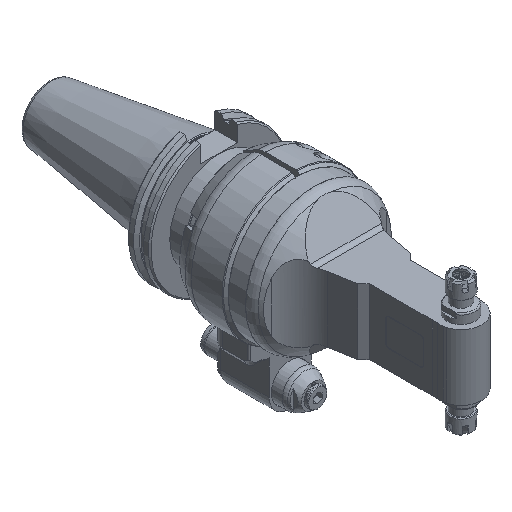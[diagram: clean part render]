
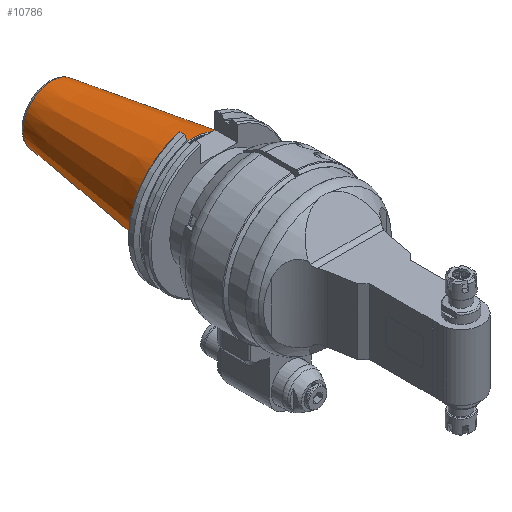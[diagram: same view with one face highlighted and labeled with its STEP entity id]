
A CAD part, isometric view. The second image highlights one B-rep face of the part: STEP entity #10786.
In plain terms, the highlighted conical face has half-angle 8.297 degrees and reference radius 27.673 mm.
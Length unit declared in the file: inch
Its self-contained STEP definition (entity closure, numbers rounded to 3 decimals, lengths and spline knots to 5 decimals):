
#166=CONICAL_SURFACE('',#12068,1.08947,0.145);
#1255=CIRCLE('',#12066,1.375);
#1256=CIRCLE('',#12067,1.375);
#1257=CIRCLE('',#12069,0.80395);
#1258=CIRCLE('',#12070,0.80395);
#1858=FACE_OUTER_BOUND('',#2594,.T.);
#2594=EDGE_LOOP('',(#9580,#9581,#9582,#9583,#9584,#9585));
#3352=LINE('',#21291,#4105);
#4105=VECTOR('',#15162,1.08947);
#5136=VERTEX_POINT('',#21284);
#5137=VERTEX_POINT('',#21285);
#5138=VERTEX_POINT('',#21290);
#5139=VERTEX_POINT('',#21292);
#6644=EDGE_CURVE('',#5136,#5137,#1255,.T.);
#6646=EDGE_CURVE('',#5137,#5136,#1256,.T.);
#6647=EDGE_CURVE('',#5136,#5138,#3352,.T.);
#6648=EDGE_CURVE('',#5139,#5138,#1257,.T.);
#6649=EDGE_CURVE('',#5138,#5139,#1258,.T.);
#9580=ORIENTED_EDGE('',*,*,#6644,.F.);
#9581=ORIENTED_EDGE('',*,*,#6647,.T.);
#9582=ORIENTED_EDGE('',*,*,#6648,.F.);
#9583=ORIENTED_EDGE('',*,*,#6649,.F.);
#9584=ORIENTED_EDGE('',*,*,#6647,.F.);
#9585=ORIENTED_EDGE('',*,*,#6646,.F.);
#10786=ADVANCED_FACE('',(#1858),#166,.T.);
#12066=AXIS2_PLACEMENT_3D('',#21286,#15155,#15156);
#12067=AXIS2_PLACEMENT_3D('',#21288,#15158,#15159);
#12068=AXIS2_PLACEMENT_3D('',#21289,#15160,#15161);
#12069=AXIS2_PLACEMENT_3D('',#21293,#15163,#15164);
#12070=AXIS2_PLACEMENT_3D('',#21294,#15165,#15166);
#15155=DIRECTION('center_axis',(0.,-1.,0.));
#15156=DIRECTION('ref_axis',(0.,0.,1.));
#15158=DIRECTION('center_axis',(0.,-1.,0.));
#15159=DIRECTION('ref_axis',(0.,0.,1.));
#15160=DIRECTION('center_axis',(0.,-1.,0.));
#15161=DIRECTION('ref_axis',(0.,0.,1.));
#15162=DIRECTION('',(0.,0.99,0.144));
#15163=DIRECTION('center_axis',(0.,1.,0.));
#15164=DIRECTION('ref_axis',(0.,0.,1.));
#15165=DIRECTION('center_axis',(0.,1.,0.));
#15166=DIRECTION('ref_axis',(0.,0.,1.));
#21284=CARTESIAN_POINT('',(0.,2.93307,-1.375));
#21285=CARTESIAN_POINT('',(0.,2.93307,1.375));
#21286=CARTESIAN_POINT('Origin',(0.,2.93307,0.));
#21288=CARTESIAN_POINT('Origin',(0.,2.93307,0.));
#21289=CARTESIAN_POINT('Origin',(0.,4.89096,0.));
#21290=CARTESIAN_POINT('',(0.,6.84885,-0.80395));
#21291=CARTESIAN_POINT('',(0.,4.89096,-1.08947));
#21292=CARTESIAN_POINT('',(-0.80395,6.84885,0.));
#21293=CARTESIAN_POINT('Origin',(0.,6.84885,0.));
#21294=CARTESIAN_POINT('Origin',(0.,6.84885,0.));
